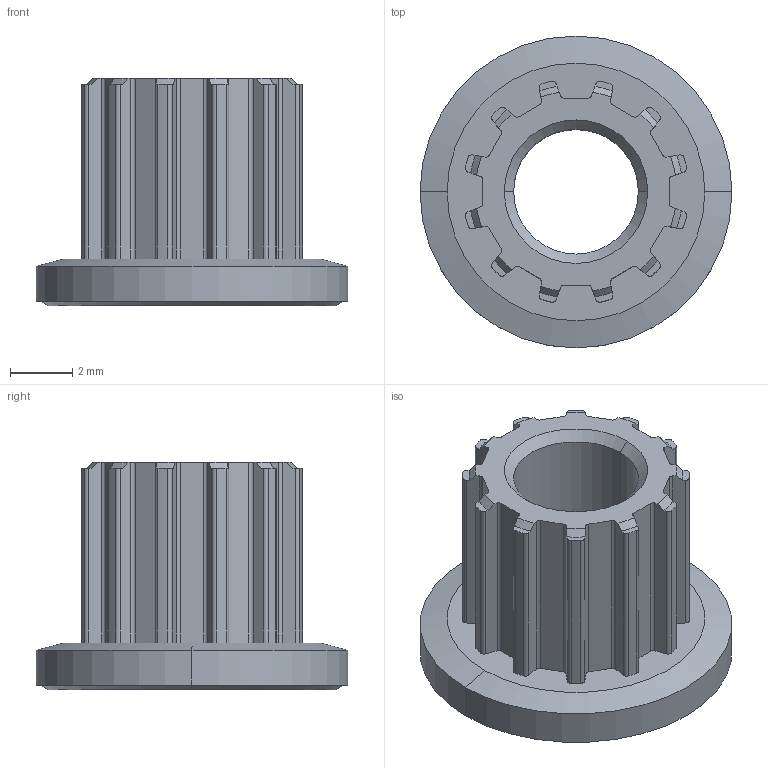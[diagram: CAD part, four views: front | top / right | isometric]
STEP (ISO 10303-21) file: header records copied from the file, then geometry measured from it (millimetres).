
FILE_DESCRIPTION (( 'STEP AP214' ), '1' );
FILE_NAME ('4333240000084.STEP', '2017-10-16T06:41:34', ( '13' ), ( '' ), 'SwSTEP 2.0', 'SolidWorks 2012', '' );
FILE_SCHEMA (( 'AUTOMOTIVE_DESIGN' ));
Length unit declared in the file: millimetre
Products named in the file (1): 4333240000084
Bounding box: 10 x 10 x 7.3 mm (x, y, z)
Volume: 210.7 mm3; surface area: 433.6 mm2
Topology: 1 solids, 1 shells, 136 faces, 390 edges, 258 vertices
Faces by surface type: cylinder 64, plane 52, cone 20
Entity records: 4570 total; most frequent: CARTESIAN_POINT 857, DIRECTION 802, ORIENTED_EDGE 780, EDGE_CURVE 390, AXIS2_PLACEMENT_3D 299, VERTEX_POINT 258, LINE 204, VECTOR 204
